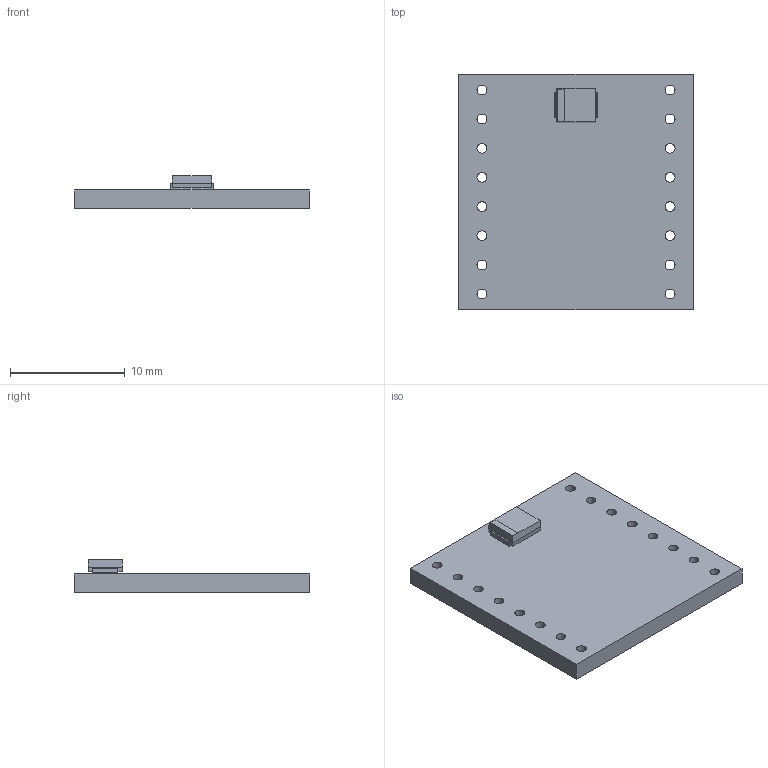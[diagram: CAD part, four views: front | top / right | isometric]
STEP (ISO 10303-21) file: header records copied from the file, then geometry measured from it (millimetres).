
FILE_DESCRIPTION(('KiCad electronic assembly'),'2;1');
FILE_NAME('H660FTG.step','2022-09-24T16:33:08',('Pcbnew'),('Kicad'), 'Open CASCADE STEP processor 7.6','KiCad to STEP converter','Unknown' );
FILE_SCHEMA(('AUTOMOTIVE_DESIGN { 1 0 10303 214 1 1 1 1 }'));
Length unit declared in the file: millimetre
Products named in the file (4): H660FTG 1; CP_EIA-3528-12_Kemet-T; SOLID; H660FTG PCB
Assembly tree (3 placements, depth 3):
  H660FTG 1
    CP_EIA-3528-12_Kemet-T
      SOLID
    H660FTG PCB
Bounding box: 20.4 x 20.5 x 2.85 mm (x, y, z)
Volume: 666.6 mm3; surface area: 1058.3 mm2
Topology: 2 solids, 2 shells, 62 faces, 164 edges, 108 vertices
Faces by surface type: bspline 40, cylinder 16, plane 6
Full cylindrical faces by diameter (mm): 0.85 x16
Entity records: 4571 total; most frequent: CARTESIAN_POINT 1532, ORIENTED_EDGE 328, PCURVE 328, DEFINITIONAL_REPRESENTATION 328, B_SPLINE_CURVE_WITH_KNOTS 296, DIRECTION 264, EDGE_CURVE 164, SURFACE_CURVE 148
